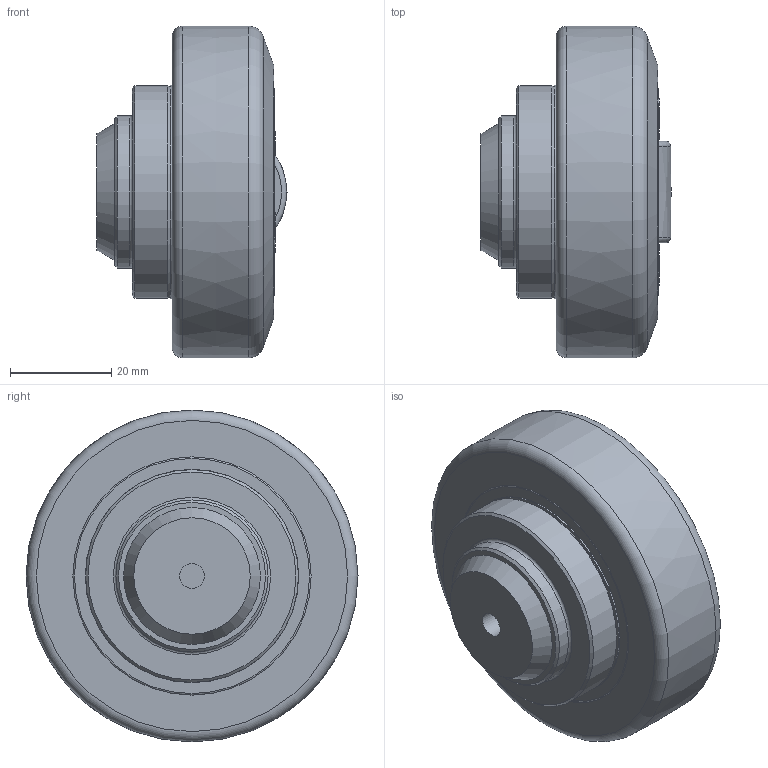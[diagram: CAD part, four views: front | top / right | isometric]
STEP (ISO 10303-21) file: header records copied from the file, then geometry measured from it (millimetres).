
FILE_DESCRIPTION(/* description */ ('-','CAx-IF Rec.Pracs.---Representation and Presentation of Product Manufacturing Information (PMI)---4.0---2014-10-13'),/* implementation_level */ '2;1');
FILE_NAME(/* name */ '50d4c6f4-31cc-49b1-8b45-82f3adc77f57.stp',/* time_stamp */ '2020-04-01T16:44:35+02:00',/* author */ ('-'),/* organization */ ('NTI CADcenter A/S'),/* preprocessor_version */ 'ST-DEVELOPER v18',/* originating_system */ 'Autodesk Inventor 2020',/* authorisation */ '-');
FILE_SCHEMA (('AP242_MANAGED_MODEL_BASED_3D_ENGINEERING_MIM_LF { 1 0 10303 442 1 1 4 }'));
Length unit declared in the file: millimetre
Products named in the file (1): XTR 060.0200_Kontur
Bounding box: 37.5 x 65.5 x 65.5 mm (x, y, z)
Volume: 75073.9 mm3; surface area: 34307.7 mm2
Topology: 1 solids, 1 shells, 436 faces, 1204 edges, 707 vertices
Faces by surface type: plane 240, cylinder 164, cone 16, torus 14, bspline 2
Full cylindrical faces by diameter (mm): 2 x1, 2.5 x2, 3 x1, 4 x3, 4.3 x2, 4.917 x1, 8 x2, 11 x3, 12.4 x2, 14.4 x2, 30 x1, 38 x2, 41.5 x1, 42 x2, 42.1 x3, 42.971 x2, 45 x1, 45.5 x1, 47 x4
Entity records: 15109 total; most frequent: DIRECTION 2984, CARTESIAN_POINT 2802, ORIENTED_EDGE 2548, AXIS2_PLACEMENT_3D 1311, EDGE_CURVE 1274, CIRCLE 873, VERTEX_POINT 707, EDGE_LOOP 469
